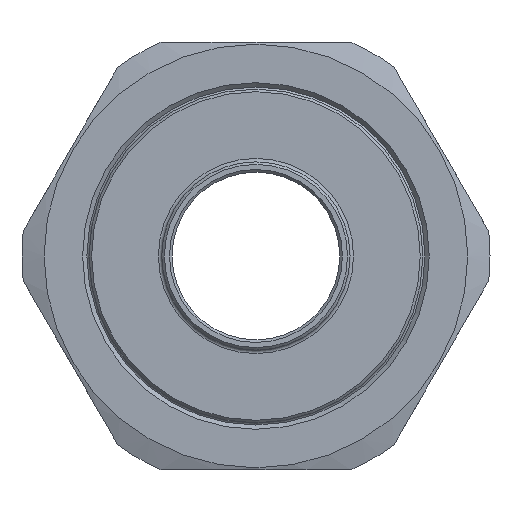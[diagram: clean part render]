
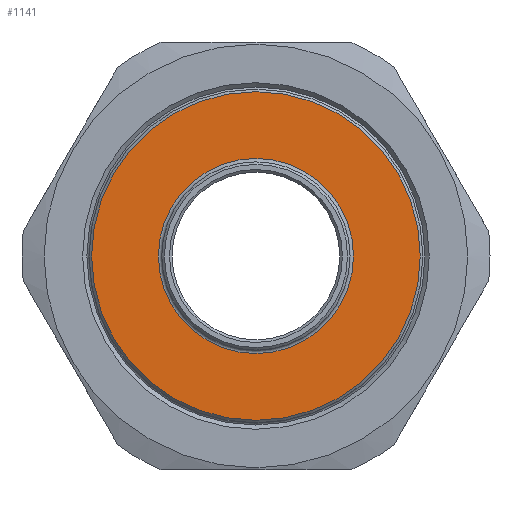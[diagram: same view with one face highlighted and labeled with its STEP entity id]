
A CAD part, left-side view. The second image highlights one B-rep face of the part: STEP entity #1141.
In plain terms, the highlighted planar face has unit normal (-1, 0, 0).
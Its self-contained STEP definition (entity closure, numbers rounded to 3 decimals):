
#57=FACE_BOUND('',#260,.T.);
#117=PLANE('',#1374);
#179=FACE_OUTER_BOUND('',#259,.T.);
#259=EDGE_LOOP('',(#1024));
#260=EDGE_LOOP('',(#1025));
#454=CIRCLE('',#1372,11.4);
#456=CIRCLE('',#1375,19.2);
#563=VERTEX_POINT('',#2133);
#564=VERTEX_POINT('',#2138);
#719=EDGE_CURVE('',#563,#563,#454,.T.);
#721=EDGE_CURVE('',#564,#564,#456,.T.);
#1024=ORIENTED_EDGE('',*,*,#721,.F.);
#1025=ORIENTED_EDGE('',*,*,#719,.F.);
#1141=ADVANCED_FACE('',(#179,#57),#117,.T.);
#1372=AXIS2_PLACEMENT_3D('',#2135,#1741,#1742);
#1374=AXIS2_PLACEMENT_3D('',#2137,#1745,#1746);
#1375=AXIS2_PLACEMENT_3D('',#2139,#1747,#1748);
#1741=DIRECTION('center_axis',(-1.,0.,0.));
#1742=DIRECTION('ref_axis',(0.,-1.,0.));
#1745=DIRECTION('center_axis',(-1.,0.,0.));
#1746=DIRECTION('ref_axis',(0.,0.,1.));
#1747=DIRECTION('center_axis',(1.,0.,0.));
#1748=DIRECTION('ref_axis',(0.,-1.,0.));
#2133=CARTESIAN_POINT('',(-12.5,0.,11.4));
#2135=CARTESIAN_POINT('Origin',(-12.5,0.,0.));
#2137=CARTESIAN_POINT('Origin',(-12.5,19.5,0.));
#2138=CARTESIAN_POINT('',(-12.5,19.2,0.));
#2139=CARTESIAN_POINT('Origin',(-12.5,0.,0.));
